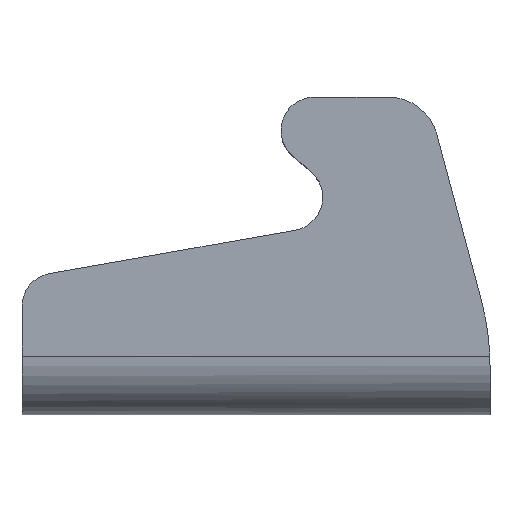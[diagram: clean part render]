
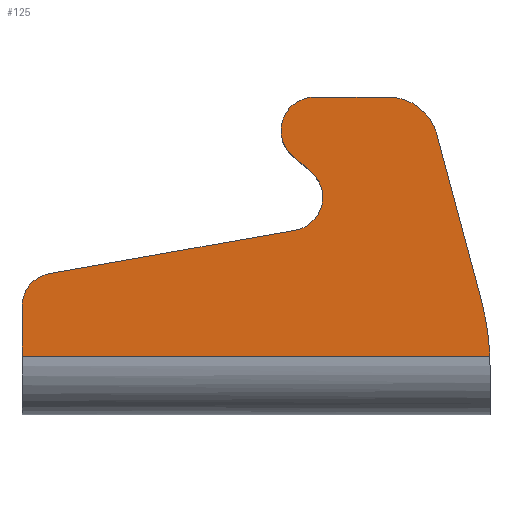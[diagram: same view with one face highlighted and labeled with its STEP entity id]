
A CAD part, top view. The second image highlights one B-rep face of the part: STEP entity #125.
In plain terms, the highlighted planar face has unit normal (0, 0, 1).
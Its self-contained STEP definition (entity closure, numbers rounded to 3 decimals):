
#125=ADVANCED_FACE('NONE',(#254),#255,.T.);
#254=FACE_OUTER_BOUND('',#380,.T.);
#255=PLANE('',#381);
#380=EDGE_LOOP('',(#690,#691,#692,#693,#694,#695,#696,#697,#698,#699,#700,#701,#702));
#381=AXIS2_PLACEMENT_3D('',#703,#704,#705);
#690=ORIENTED_EDGE('',*,*,#820,.F.);
#691=ORIENTED_EDGE('',*,*,#905,.T.);
#692=ORIENTED_EDGE('',*,*,#826,.T.);
#693=ORIENTED_EDGE('',*,*,#896,.T.);
#694=ORIENTED_EDGE('',*,*,#893,.T.);
#695=ORIENTED_EDGE('',*,*,#784,.T.);
#696=ORIENTED_EDGE('',*,*,#898,.T.);
#697=ORIENTED_EDGE('',*,*,#880,.T.);
#698=ORIENTED_EDGE('',*,*,#906,.F.);
#699=ORIENTED_EDGE('',*,*,#775,.F.);
#700=ORIENTED_EDGE('',*,*,#907,.T.);
#701=ORIENTED_EDGE('',*,*,#844,.T.);
#702=ORIENTED_EDGE('',*,*,#908,.T.);
#703=CARTESIAN_POINT('',(-28.0,12.939,15.0));
#704=DIRECTION('',(0.0,0.0,1.0));
#705=DIRECTION('',(1.0,-0.0,0.0));
#775=EDGE_CURVE('NONE',#924,#920,#926,.T.);
#784=EDGE_CURVE('NONE',#942,#940,#943,.T.);
#820=EDGE_CURVE('NONE',#1003,#1005,#1006,.T.);
#826=EDGE_CURVE('NONE',#1015,#1013,#1016,.T.);
#844=EDGE_CURVE('NONE',#1045,#1043,#1046,.T.);
#880=EDGE_CURVE('NONE',#1095,#1093,#1096,.T.);
#893=EDGE_CURVE('NONE',#1111,#942,#1112,.T.);
#896=EDGE_CURVE('NONE',#1013,#1111,#1115,.T.);
#898=EDGE_CURVE('NONE',#940,#1095,#1117,.T.);
#905=EDGE_CURVE('NONE',#1003,#1015,#1124,.T.);
#906=EDGE_CURVE('NONE',#920,#1093,#1125,.T.);
#907=EDGE_CURVE('NONE',#924,#1045,#1126,.T.);
#908=EDGE_CURVE('NONE',#1043,#1005,#1127,.T.);
#920=VERTEX_POINT('',#1139);
#924=VERTEX_POINT('NONE',#1144);
#926=CIRCLE('',#1147,4.0);
#940=VERTEX_POINT('NONE',#1163);
#942=VERTEX_POINT('NONE',#1166);
#943=CIRCLE('',#1167,4.0);
#1003=VERTEX_POINT('NONE',#1244);
#1005=VERTEX_POINT('NONE',#1249);
#1006=LINE('',#1250,#1251);
#1013=VERTEX_POINT('NONE',#1259);
#1015=VERTEX_POINT('NONE',#1262);
#1016=LINE('',#1263,#1264);
#1043=VERTEX_POINT('NONE',#1299);
#1045=VERTEX_POINT('NONE',#1302);
#1046=CIRCLE('',#1303,4.0);
#1093=VERTEX_POINT('NONE',#1369);
#1095=VERTEX_POINT('NONE',#1372);
#1096=LINE('',#1373,#1374);
#1111=VERTEX_POINT('NONE',#1394);
#1112=LINE('',#1395,#1396);
#1115=CIRCLE('',#1400,6.0);
#1117=CIRCLE('',#1402,4.0);
#1124=CIRCLE('',#1411,30.0);
#1125=CIRCLE('',#1412,4.0);
#1126=LINE('',#1413,#1414);
#1127=LINE('',#1415,#1416);
#1139=CARTESIAN_POINT('',(4.0,26.0,15.0));
#1144=CARTESIAN_POINT('',(0.695,22.061,15.0));
#1147=AXIS2_PLACEMENT_3D('',#1433,#1434,#1435);
#1163=CARTESIAN_POINT('',(-1.0,34.0,15.0));
#1166=CARTESIAN_POINT('',(3.0,38.0,15.0));
#1167=AXIS2_PLACEMENT_3D('',#1448,#1449,#1450);
#1244=CARTESIAN_POINT('',(23.978,7.0,15.0));
#1249=CARTESIAN_POINT('',(-32.0,7.0,15.0));
#1250=CARTESIAN_POINT('',(24.0,7.0,15.0));
#1251=VECTOR('',#1504,1000.0);
#1259=CARTESIAN_POINT('',(17.635,33.553,15.0));
#1262=CARTESIAN_POINT('',(22.978,13.615,15.0));
#1263=CARTESIAN_POINT('',(22.978,13.615,15.0));
#1264=VECTOR('',#1513,1000.0);
#1299=CARTESIAN_POINT('',(-32.0,12.939,15.0));
#1302=CARTESIAN_POINT('',(-28.695,16.879,15.0));
#1303=AXIS2_PLACEMENT_3D('',#1535,#1536,#1537);
#1369=CARTESIAN_POINT('',(2.63,29.014,15.0));
#1372=CARTESIAN_POINT('',(0.37,30.986,15.0));
#1373=CARTESIAN_POINT('',(0.37,30.986,15.0));
#1374=VECTOR('',#1585,1000.0);
#1394=CARTESIAN_POINT('',(11.84,38.0,15.0));
#1395=CARTESIAN_POINT('',(11.84,38.0,15.0));
#1396=VECTOR('',#1597,1000.0);
#1400=AXIS2_PLACEMENT_3D('',#1599,#1600,#1601);
#1402=AXIS2_PLACEMENT_3D('',#1602,#1603,#1604);
#1411=AXIS2_PLACEMENT_3D('',#1610,#1611,#1612);
#1412=AXIS2_PLACEMENT_3D('',#1613,#1614,#1615);
#1413=CARTESIAN_POINT('',(0.695,22.061,15.0));
#1414=VECTOR('',#1616,1000.0);
#1415=CARTESIAN_POINT('',(-32.0,12.939,15.0));
#1416=VECTOR('',#1617,1000.0);
#1433=CARTESIAN_POINT('',(0.,26.0,15.0));
#1434=DIRECTION('',(0.0,0.0,1.0));
#1435=DIRECTION('',(1.0,0.0,0.0));
#1448=CARTESIAN_POINT('',(3.0,34.0,15.0));
#1449=DIRECTION('',(0.0,0.0,1.0));
#1450=DIRECTION('',(1.0,0.0,0.0));
#1504=DIRECTION('',(-1.0,0.0,0.0));
#1513=DIRECTION('',(-0.259,0.966,0.0));
#1535=CARTESIAN_POINT('',(-28.0,12.939,15.0));
#1536=DIRECTION('',(0.0,0.0,1.0));
#1537=DIRECTION('',(1.0,0.0,0.0));
#1585=DIRECTION('',(0.753,-0.658,0.0));
#1597=DIRECTION('',(-1.0,0.0,0.0));
#1599=CARTESIAN_POINT('',(11.84,32.0,15.0));
#1600=DIRECTION('',(0.0,0.0,1.0));
#1601=DIRECTION('',(1.0,0.0,0.0));
#1602=CARTESIAN_POINT('',(3.0,34.0,15.0));
#1603=DIRECTION('',(0.0,0.0,1.0));
#1604=DIRECTION('',(1.0,0.0,0.0));
#1610=CARTESIAN_POINT('',(-6.,5.85,15.0));
#1611=DIRECTION('',(0.0,0.0,1.0));
#1612=DIRECTION('',(1.0,0.0,0.0));
#1613=CARTESIAN_POINT('',(0.,26.0,15.0));
#1614=DIRECTION('',(0.0,0.0,1.0));
#1615=DIRECTION('',(1.0,0.0,0.0));
#1616=DIRECTION('',(-0.985,-0.174,0.0));
#1617=DIRECTION('',(0.0,-1.0,0.0));
